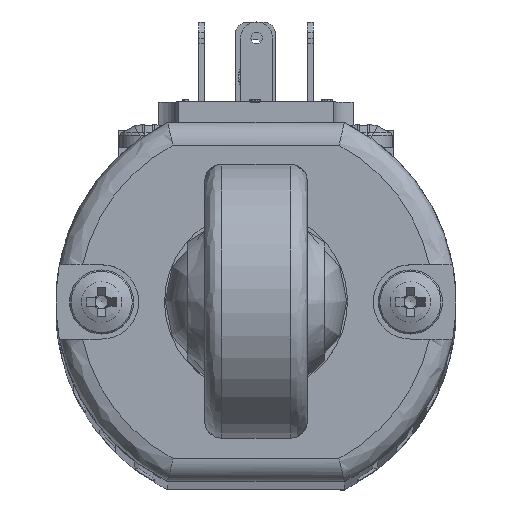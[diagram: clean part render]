
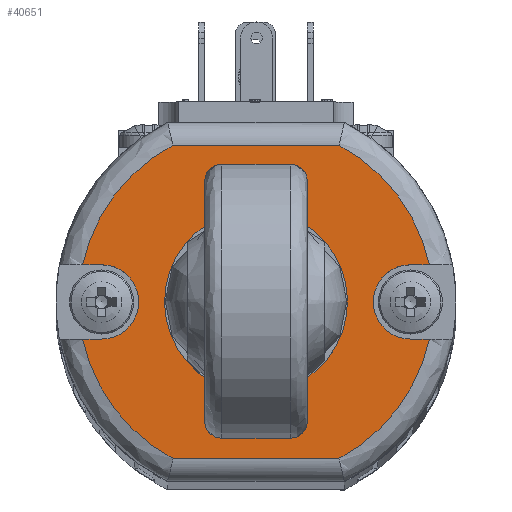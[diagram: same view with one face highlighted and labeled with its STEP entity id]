
A CAD part, top view. The second image highlights one B-rep face of the part: STEP entity #40651.
In plain terms, the highlighted planar face has unit normal (0, 0, 1).
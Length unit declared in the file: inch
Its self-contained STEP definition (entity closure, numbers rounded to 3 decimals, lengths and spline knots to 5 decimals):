
#172 = EDGE_LOOP ( 'NONE', ( #36262, #58324, #45846, #24534, #6037, #14322, #49257, #36599, #25701, #31802, #63373, #61610 ) ) ;
#699 = EDGE_CURVE ( 'NONE', #59022, #17173, #14798, .T. ) ;
#2292 = DIRECTION ( 'NONE',  ( 1., 0., 0. ) ) ;
#2623 = DIRECTION ( 'NONE',  ( 0., 0., 1. ) ) ;
#3279 = CARTESIAN_POINT ( 'NONE',  ( -0.5315, -0.12795, 15.94488 ) ) ;
#3593 = VERTEX_POINT ( 'NONE', #54949 ) ;
#3679 = CARTESIAN_POINT ( 'NONE',  ( 0.28543, 0.53937, 15.94488 ) ) ;
#4515 = EDGE_CURVE ( 'NONE', #59087, #59725, #9908, .T. ) ;
#4587 = VECTOR ( 'NONE', #63105, 39.37008 ) ;
#5328 = CARTESIAN_POINT ( 'NONE',  ( 0.5315, 0.12795, 15.94488 ) ) ;
#5684 = CARTESIAN_POINT ( 'NONE',  ( 0.28543, 0.53937, 15.94488 ) ) ;
#6037 = ORIENTED_EDGE ( 'NONE', *, *, #58930, .F. ) ;
#7890 = CARTESIAN_POINT ( 'NONE',  ( 0.76257, -0.12795, 15.94488 ) ) ;
#8017 = EDGE_CURVE ( 'NONE', #45544, #13767, #52182, .T. ) ;
#8308 = LINE ( 'NONE', #42440, #55365 ) ;
#9908 = CIRCLE ( 'NONE', #51800, 0.12795 ) ;
#10045 = VERTEX_POINT ( 'NONE', #5684 ) ;
#10230 = DIRECTION ( 'NONE',  ( 1., 0., 0. ) ) ;
#10296 = EDGE_CURVE ( 'NONE', #10045, #19381, #23596, .T. ) ;
#10764 = LINE ( 'NONE', #36045, #14670 ) ;
#11277 = VECTOR ( 'NONE', #54077, 39.37008 ) ;
#11502 = CARTESIAN_POINT ( 'NONE',  ( 0.25591, 0., 15.94488 ) ) ;
#13561 = CARTESIAN_POINT ( 'NONE',  ( -0.76257, -0.12795, 15.94488 ) ) ;
#13767 = VERTEX_POINT ( 'NONE', #52534 ) ;
#13870 = DIRECTION ( 'NONE',  ( -1., 0., 0. ) ) ;
#14322 = ORIENTED_EDGE ( 'NONE', *, *, #24475, .F. ) ;
#14670 = VECTOR ( 'NONE', #56071, 39.37008 ) ;
#14798 =( BOUNDED_CURVE ( )  B_SPLINE_CURVE ( 3, ( #34350, #57767, #64276, #62379 ),
 .UNSPECIFIED., .F., .T. ) 
 B_SPLINE_CURVE_WITH_KNOTS ( ( 4, 4 ),
 ( 0., 1. ),
 .UNSPECIFIED. ) 
 CURVE ( )  GEOMETRIC_REPRESENTATION_ITEM ( )  RATIONAL_B_SPLINE_CURVE ( ( 1., 0.938, 0.938, 1. ) ) 
 REPRESENTATION_ITEM ( '' )  );
#15029 = LINE ( 'NONE', #24221, #11277 ) ;
#15486 = VECTOR ( 'NONE', #13870, 39.37008 ) ;
#17173 = VERTEX_POINT ( 'NONE', #27439 ) ;
#18745 = AXIS2_PLACEMENT_3D ( 'NONE', #55222, #64480, #24367 ) ;
#19119 = CARTESIAN_POINT ( 'NONE',  ( 0.55821, 0.3073, 15.94488 ) ) ;
#19381 = VERTEX_POINT ( 'NONE', #56238 ) ;
#20629 = CARTESIAN_POINT ( 'NONE',  ( -0.44755, -0.45358, 15.94488 ) ) ;
#23339 = CARTESIAN_POINT ( 'NONE',  ( 0.5315, 0., 15.94488 ) ) ;
#23596 =( BOUNDED_CURVE ( )  B_SPLINE_CURVE ( 3, ( #3679, #49360, #19119, #44366 ),
 .UNSPECIFIED., .F., .T. ) 
 B_SPLINE_CURVE_WITH_KNOTS ( ( 4, 4 ),
 ( 0., 1. ),
 .UNSPECIFIED. ) 
 CURVE ( )  GEOMETRIC_REPRESENTATION_ITEM ( )  RATIONAL_B_SPLINE_CURVE ( ( 1., 0.938, 0.938, 1. ) ) 
 REPRESENTATION_ITEM ( '' )  );
#24111 = VERTEX_POINT ( 'NONE', #11502 ) ;
#24221 = CARTESIAN_POINT ( 'NONE',  ( -0.5315, 0.12795, 15.94488 ) ) ;
#24367 = DIRECTION ( 'NONE',  ( 1., 0., 0. ) ) ;
#24475 = EDGE_CURVE ( 'NONE', #36743, #3593, #54281, .T. ) ;
#24534 = ORIENTED_EDGE ( 'NONE', *, *, #10296, .F. ) ;
#24608 = EDGE_CURVE ( 'NONE', #59087, #19381, #25048, .T. ) ;
#25048 = LINE ( 'NONE', #45021, #27295 ) ;
#25074 = DIRECTION ( 'NONE',  ( -1., 0., 0. ) ) ;
#25701 = ORIENTED_EDGE ( 'NONE', *, *, #28745, .T. ) ;
#26077 = VERTEX_POINT ( 'NONE', #37145 ) ;
#26200 = AXIS2_PLACEMENT_3D ( 'NONE', #39944, #35010, #64945 ) ;
#26277 = EDGE_CURVE ( 'NONE', #59022, #59725, #52876, .T. ) ;
#27295 = VECTOR ( 'NONE', #10230, 39.37008 ) ;
#27439 = CARTESIAN_POINT ( 'NONE',  ( 0.28543, -0.53937, 15.94488 ) ) ;
#28048 = FACE_BOUND ( 'NONE', #64032, .T. ) ;
#28745 = EDGE_CURVE ( 'NONE', #59154, #13767, #44328, .T. ) ;
#29071 = EDGE_CURVE ( 'NONE', #17173, #45544, #10764, .T. ) ;
#29371 = CARTESIAN_POINT ( 'NONE',  ( 0.59667, -0.12795, 15.94488 ) ) ;
#31802 = ORIENTED_EDGE ( 'NONE', *, *, #8017, .F. ) ;
#33528 = EDGE_CURVE ( 'NONE', #59154, #26077, #55482, .T. ) ;
#34087 = CARTESIAN_POINT ( 'NONE',  ( 0.5315, -0.12795, 15.94488 ) ) ;
#34350 = CARTESIAN_POINT ( 'NONE',  ( 0.59667, -0.12795, 15.94488 ) ) ;
#35010 = DIRECTION ( 'NONE',  ( 0., 0., -1. ) ) ;
#36045 = CARTESIAN_POINT ( 'NONE',  ( 0.30435, -0.53937, 15.94488 ) ) ;
#36262 = ORIENTED_EDGE ( 'NONE', *, *, #26277, .T. ) ;
#36599 = ORIENTED_EDGE ( 'NONE', *, *, #33528, .F. ) ;
#36743 = VERTEX_POINT ( 'NONE', #51027 ) ;
#37145 = CARTESIAN_POINT ( 'NONE',  ( -0.5315, 0.12795, 15.94488 ) ) ;
#38394 = ORIENTED_EDGE ( 'NONE', *, *, #51315, .T. ) ;
#38650 = CARTESIAN_POINT ( 'NONE',  ( -0.55821, 0.3073, 15.94488 ) ) ;
#39576 = CARTESIAN_POINT ( 'NONE',  ( -0.28543, -0.53937, 15.94488 ) ) ;
#39944 = CARTESIAN_POINT ( 'NONE',  ( 0., 0., 15.94488 ) ) ;
#40156 = CARTESIAN_POINT ( 'NONE',  ( 0., 0., 15.94488 ) ) ;
#40651 = ADVANCED_FACE ( 'NONE', ( #28048, #48706 ), #49371, .F. ) ;
#40709 = CARTESIAN_POINT ( 'NONE',  ( -0.59667, -0.12795, 15.94488 ) ) ;
#42440 = CARTESIAN_POINT ( 'NONE',  ( 0.30435, 0.53937, 15.94488 ) ) ;
#44328 = LINE ( 'NONE', #13561, #15486 ) ;
#44366 = CARTESIAN_POINT ( 'NONE',  ( 0.59667, 0.12795, 15.94488 ) ) ;
#45021 = CARTESIAN_POINT ( 'NONE',  ( 0.5315, 0.12795, 15.94488 ) ) ;
#45544 = VERTEX_POINT ( 'NONE', #39576 ) ;
#45846 = ORIENTED_EDGE ( 'NONE', *, *, #24608, .T. ) ;
#48706 = FACE_OUTER_BOUND ( 'NONE', #172, .T. ) ;
#49257 = ORIENTED_EDGE ( 'NONE', *, *, #49843, .T. ) ;
#49360 = CARTESIAN_POINT ( 'NONE',  ( 0.44755, 0.45358, 15.94488 ) ) ;
#49371 = PLANE ( 'NONE',  #54761 ) ;
#49843 = EDGE_CURVE ( 'NONE', #36743, #26077, #15029, .T. ) ;
#50332 = CIRCLE ( 'NONE', #26200, 0.25591 ) ;
#50620 = DIRECTION ( 'NONE',  ( 0., 0., -1. ) ) ;
#51027 = CARTESIAN_POINT ( 'NONE',  ( -0.59667, 0.12795, 15.94488 ) ) ;
#51315 = EDGE_CURVE ( 'NONE', #24111, #24111, #50332, .T. ) ;
#51800 = AXIS2_PLACEMENT_3D ( 'NONE', #23339, #2623, #2292 ) ;
#51849 = CARTESIAN_POINT ( 'NONE',  ( -0.28543, -0.53937, 15.94488 ) ) ;
#52182 =( BOUNDED_CURVE ( )  B_SPLINE_CURVE ( 3, ( #51849, #20629, #55774, #40709 ),
 .UNSPECIFIED., .F., .T. ) 
 B_SPLINE_CURVE_WITH_KNOTS ( ( 4, 4 ),
 ( 0., 1. ),
 .UNSPECIFIED. ) 
 CURVE ( )  GEOMETRIC_REPRESENTATION_ITEM ( )  RATIONAL_B_SPLINE_CURVE ( ( 1., 0.938, 0.938, 1. ) ) 
 REPRESENTATION_ITEM ( '' )  );
#52534 = CARTESIAN_POINT ( 'NONE',  ( -0.59667, -0.12795, 15.94488 ) ) ;
#52876 = LINE ( 'NONE', #7890, #4587 ) ;
#54077 = DIRECTION ( 'NONE',  ( 1., 0., 0. ) ) ;
#54281 =( BOUNDED_CURVE ( )  B_SPLINE_CURVE ( 3, ( #63662, #38650, #64005, #58725 ),
 .UNSPECIFIED., .F., .F. ) 
 B_SPLINE_CURVE_WITH_KNOTS ( ( 4, 4 ),
 ( 0., 1. ),
 .UNSPECIFIED. ) 
 CURVE ( )  GEOMETRIC_REPRESENTATION_ITEM ( )  RATIONAL_B_SPLINE_CURVE ( ( 1., 0.938, 0.938, 1. ) ) 
 REPRESENTATION_ITEM ( '' )  );
#54761 = AXIS2_PLACEMENT_3D ( 'NONE', #40156, #50620, #25074 ) ;
#54949 = CARTESIAN_POINT ( 'NONE',  ( -0.28543, 0.53937, 15.94488 ) ) ;
#55222 = CARTESIAN_POINT ( 'NONE',  ( -0.5315, 0., 15.94488 ) ) ;
#55365 = VECTOR ( 'NONE', #57603, 39.37008 ) ;
#55482 = CIRCLE ( 'NONE', #18745, 0.12795 ) ;
#55774 = CARTESIAN_POINT ( 'NONE',  ( -0.55821, -0.3073, 15.94488 ) ) ;
#56071 = DIRECTION ( 'NONE',  ( -1., 0., 0. ) ) ;
#56238 = CARTESIAN_POINT ( 'NONE',  ( 0.59667, 0.12795, 15.94488 ) ) ;
#57603 = DIRECTION ( 'NONE',  ( 1., 0., 0. ) ) ;
#57767 = CARTESIAN_POINT ( 'NONE',  ( 0.55821, -0.3073, 15.94488 ) ) ;
#58324 = ORIENTED_EDGE ( 'NONE', *, *, #4515, .F. ) ;
#58725 = CARTESIAN_POINT ( 'NONE',  ( -0.28543, 0.53937, 15.94488 ) ) ;
#58930 = EDGE_CURVE ( 'NONE', #3593, #10045, #8308, .T. ) ;
#59022 = VERTEX_POINT ( 'NONE', #29371 ) ;
#59087 = VERTEX_POINT ( 'NONE', #5328 ) ;
#59154 = VERTEX_POINT ( 'NONE', #3279 ) ;
#59725 = VERTEX_POINT ( 'NONE', #34087 ) ;
#61610 = ORIENTED_EDGE ( 'NONE', *, *, #699, .F. ) ;
#62379 = CARTESIAN_POINT ( 'NONE',  ( 0.28543, -0.53937, 15.94488 ) ) ;
#63105 = DIRECTION ( 'NONE',  ( -1., 0., 0. ) ) ;
#63373 = ORIENTED_EDGE ( 'NONE', *, *, #29071, .F. ) ;
#63662 = CARTESIAN_POINT ( 'NONE',  ( -0.59667, 0.12795, 15.94488 ) ) ;
#64005 = CARTESIAN_POINT ( 'NONE',  ( -0.44755, 0.45358, 15.94488 ) ) ;
#64032 = EDGE_LOOP ( 'NONE', ( #38394 ) ) ;
#64276 = CARTESIAN_POINT ( 'NONE',  ( 0.44755, -0.45358, 15.94488 ) ) ;
#64480 = DIRECTION ( 'NONE',  ( 0., 0., 1. ) ) ;
#64945 = DIRECTION ( 'NONE',  ( 1., 0., 0. ) ) ;
